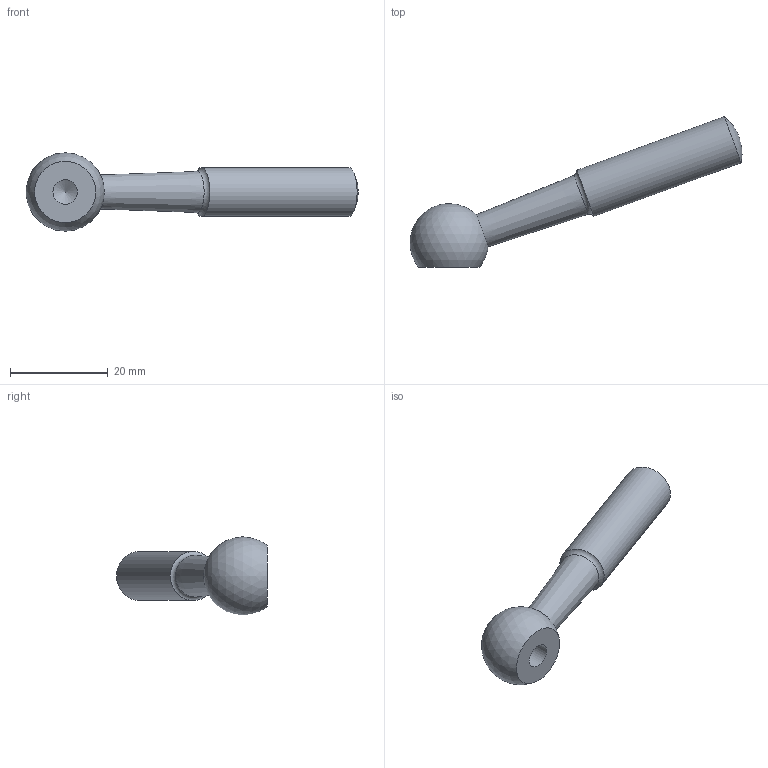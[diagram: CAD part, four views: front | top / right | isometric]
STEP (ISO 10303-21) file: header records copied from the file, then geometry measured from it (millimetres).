
FILE_DESCRIPTION(/* description */ (''),/* implementation_level */ '2;1');
FILE_NAME(/* name */ 'BH63.dxf',/* time_stamp */ '2012-11-23T15:10:36+08:00',/* author */ (''),/* organization */ (''),/* preprocessor_version */ 'ST-DEVELOPER v9',/* originating_system */ 'UGS - NX 4.0',/* authorisation */ '');
FILE_SCHEMA (('CONFIG_CONTROL_DESIGN'));
Length unit declared in the file: millimetre
Products named in the file (1): Admi0B6Exil8
Bounding box: 67.76 x 30.76 x 16 mm (x, y, z)
Volume: 5360 mm3; surface area: 2543.3 mm2
Topology: 1 solids, 1 shells, 8 faces, 18 edges, 11 vertices
Faces by surface type: sphere 2, cylinder 2, cone 2, plane 1, torus 1
Full cylindrical faces by diameter (mm): 5 x1, 10 x1
Entity records: 244 total; most frequent: DIRECTION 32, CARTESIAN_POINT 24, AXIS2_PLACEMENT_3D 16, EDGE_LOOP 14, ORIENTED_EDGE 14, FACE_BOUND 11, ADVANCED_FACE 8, VERTEX_POINT 8
